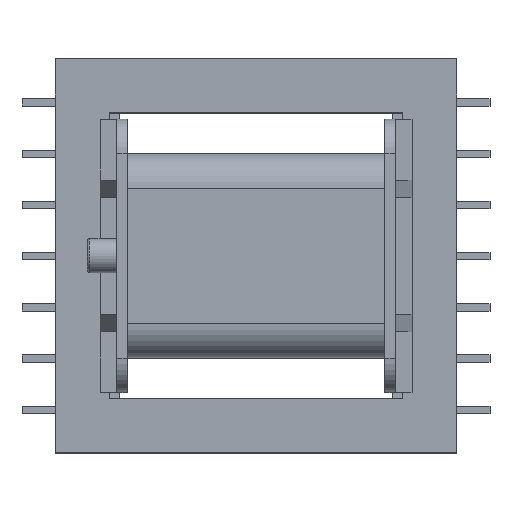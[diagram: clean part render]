
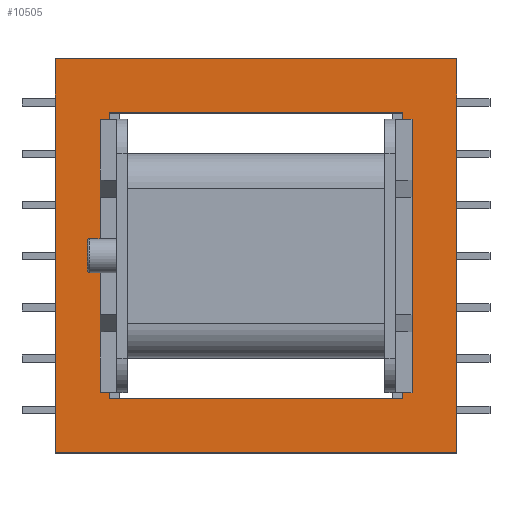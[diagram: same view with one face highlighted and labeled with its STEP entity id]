
A CAD part, top view. The second image highlights one B-rep face of the part: STEP entity #10505.
In plain terms, the highlighted planar face has unit normal (0, 0, 1).
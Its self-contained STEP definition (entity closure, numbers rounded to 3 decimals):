
#2267=ORIENTED_EDGE('',*,*,#3382,.T.);
#2268=ORIENTED_EDGE('',*,*,#3380,.T.);
#2269=ORIENTED_EDGE('',*,*,#3355,.T.);
#2270=ORIENTED_EDGE('',*,*,#3383,.T.);
#2271=ORIENTED_EDGE('',*,*,#3359,.T.);
#2272=ORIENTED_EDGE('',*,*,#3384,.T.);
#2273=ORIENTED_EDGE('',*,*,#3385,.T.);
#2274=ORIENTED_EDGE('',*,*,#3386,.T.);
#2275=ORIENTED_EDGE('',*,*,#3387,.T.);
#2276=ORIENTED_EDGE('',*,*,#3388,.T.);
#2277=ORIENTED_EDGE('',*,*,#3378,.T.);
#2278=ORIENTED_EDGE('',*,*,#3367,.T.);
#2279=ORIENTED_EDGE('',*,*,#3364,.T.);
#2280=ORIENTED_EDGE('',*,*,#3351,.T.);
#2281=ORIENTED_EDGE('',*,*,#3348,.T.);
#2282=ORIENTED_EDGE('',*,*,#3362,.T.);
#3348=EDGE_CURVE('',#4072,#4071,#5055,.T.);
#3351=EDGE_CURVE('',#4074,#4072,#5058,.T.);
#3355=EDGE_CURVE('',#4078,#4077,#5062,.T.);
#3359=EDGE_CURVE('',#4082,#4081,#5066,.T.);
#3362=EDGE_CURVE('',#4071,#4082,#5069,.T.);
#3364=EDGE_CURVE('',#4084,#4074,#5071,.T.);
#3367=EDGE_CURVE('',#4086,#4084,#5074,.T.);
#3378=EDGE_CURVE('',#4094,#4086,#5085,.T.);
#3380=EDGE_CURVE('',#4095,#4078,#5087,.T.);
#3382=EDGE_CURVE('',#4096,#4095,#5089,.T.);
#3383=EDGE_CURVE('',#4077,#4096,#5090,.T.);
#3384=EDGE_CURVE('',#4081,#4097,#5091,.T.);
#3385=EDGE_CURVE('',#4097,#4098,#5092,.T.);
#3386=EDGE_CURVE('',#4098,#4099,#5093,.T.);
#3387=EDGE_CURVE('',#4099,#4100,#5094,.T.);
#3388=EDGE_CURVE('',#4100,#4094,#5095,.T.);
#4071=VERTEX_POINT('',#15110);
#4072=VERTEX_POINT('',#15112);
#4074=VERTEX_POINT('',#15118);
#4077=VERTEX_POINT('',#15125);
#4078=VERTEX_POINT('',#15127);
#4081=VERTEX_POINT('',#15134);
#4082=VERTEX_POINT('',#15136);
#4084=VERTEX_POINT('',#15145);
#4086=VERTEX_POINT('',#15151);
#4094=VERTEX_POINT('',#15172);
#4095=VERTEX_POINT('',#15176);
#4096=VERTEX_POINT('',#15180);
#4097=VERTEX_POINT('',#15183);
#4098=VERTEX_POINT('',#15185);
#4099=VERTEX_POINT('',#15187);
#4100=VERTEX_POINT('',#15189);
#5055=LINE('',#15111,#6055);
#5058=LINE('',#15117,#6058);
#5062=LINE('',#15126,#6062);
#5066=LINE('',#15135,#6066);
#5069=LINE('',#15140,#6069);
#5071=LINE('',#15144,#6071);
#5074=LINE('',#15150,#6074);
#5085=LINE('',#15171,#6085);
#5087=LINE('',#15175,#6087);
#5089=LINE('',#15179,#6089);
#5090=LINE('',#15181,#6090);
#5091=LINE('',#15182,#6091);
#5092=LINE('',#15184,#6092);
#5093=LINE('',#15186,#6093);
#5094=LINE('',#15188,#6094);
#5095=LINE('',#15190,#6095);
#6055=VECTOR('',#12921,1000.);
#6058=VECTOR('',#12926,1000.);
#6062=VECTOR('',#12932,1000.);
#6066=VECTOR('',#12938,1000.);
#6069=VECTOR('',#12943,1000.);
#6071=VECTOR('',#12947,1000.);
#6074=VECTOR('',#12952,1000.);
#6085=VECTOR('',#12967,1000.);
#6087=VECTOR('',#12971,1000.);
#6089=VECTOR('',#12975,1000.);
#6090=VECTOR('',#12976,1000.);
#6091=VECTOR('',#12977,1000.);
#6092=VECTOR('',#12978,1000.);
#6093=VECTOR('',#12979,1000.);
#6094=VECTOR('',#12980,1000.);
#6095=VECTOR('',#12981,1000.);
#6534=EDGE_LOOP('',(#2267,#2268,#2269,#2270));
#6535=EDGE_LOOP('',(#2271,#2272,#2273,#2274,#2275,#2276,#2277,#2278,#2279,
#2280,#2281,#2282));
#6976=FACE_BOUND('',#6534,.T.);
#6977=FACE_BOUND('',#6535,.T.);
#7348=PLANE('',#11006);
#10505=ADVANCED_FACE('',(#6976,#6977),#7348,.T.);
#11006=AXIS2_PLACEMENT_3D('',#15178,#12973,#12974);
#12921=DIRECTION('',(0.,1.,0.));
#12926=DIRECTION('',(1.,0.,0.));
#12932=DIRECTION('',(-1.,0.,0.));
#12938=DIRECTION('',(0.,-1.,0.));
#12943=DIRECTION('',(1.,0.,0.));
#12947=DIRECTION('',(0.,-1.,0.));
#12952=DIRECTION('',(1.,0.,0.));
#12967=DIRECTION('',(0.,1.,0.));
#12971=DIRECTION('',(0.,1.,0.));
#12973=DIRECTION('',(0.,0.,1.));
#12974=DIRECTION('',(1.,0.,0.));
#12975=DIRECTION('',(1.,0.,0.));
#12976=DIRECTION('',(0.,-1.,0.));
#12977=DIRECTION('',(-1.,0.,0.));
#12978=DIRECTION('',(0.,1.,0.));
#12979=DIRECTION('',(-1.,0.,0.));
#12980=DIRECTION('',(0.,-1.,0.));
#12981=DIRECTION('',(-1.,0.,0.));
#15110=CARTESIAN_POINT('',(4.825,12.9,4.85));
#15111=CARTESIAN_POINT('',(4.825,0.5,4.85));
#15112=CARTESIAN_POINT('',(4.825,0.5,4.85));
#15117=CARTESIAN_POINT('',(-4.825,0.5,4.85));
#15118=CARTESIAN_POINT('',(-4.825,0.5,4.85));
#15125=CARTESIAN_POINT('',(-17.3,17.65,4.85));
#15126=CARTESIAN_POINT('',(17.3,17.65,4.85));
#15127=CARTESIAN_POINT('',(17.3,17.65,4.85));
#15134=CARTESIAN_POINT('',(12.55,-12.9,4.85));
#15135=CARTESIAN_POINT('',(12.55,12.9,4.85));
#15136=CARTESIAN_POINT('',(12.55,12.9,4.85));
#15140=CARTESIAN_POINT('',(4.825,12.9,4.85));
#15144=CARTESIAN_POINT('',(-4.825,12.9,4.85));
#15145=CARTESIAN_POINT('',(-4.825,12.9,4.85));
#15150=CARTESIAN_POINT('',(-12.55,12.9,4.85));
#15151=CARTESIAN_POINT('',(-12.55,12.9,4.85));
#15171=CARTESIAN_POINT('',(-12.55,0.,4.85));
#15172=CARTESIAN_POINT('',(-12.55,-12.9,4.85));
#15175=CARTESIAN_POINT('',(17.3,0.,4.85));
#15176=CARTESIAN_POINT('',(17.3,-17.65,4.85));
#15178=CARTESIAN_POINT('',(-17.3,0.,4.85));
#15179=CARTESIAN_POINT('',(-17.3,-17.65,4.85));
#15180=CARTESIAN_POINT('',(-17.3,-17.65,4.85));
#15181=CARTESIAN_POINT('',(-17.3,17.65,4.85));
#15182=CARTESIAN_POINT('',(12.55,-12.9,4.85));
#15183=CARTESIAN_POINT('',(4.825,-12.9,4.85));
#15184=CARTESIAN_POINT('',(4.825,-12.9,4.85));
#15185=CARTESIAN_POINT('',(4.825,-0.5,4.85));
#15186=CARTESIAN_POINT('',(4.825,-0.5,4.85));
#15187=CARTESIAN_POINT('',(-4.825,-0.5,4.85));
#15188=CARTESIAN_POINT('',(-4.825,-0.5,4.85));
#15189=CARTESIAN_POINT('',(-4.825,-12.9,4.85));
#15190=CARTESIAN_POINT('',(-4.825,-12.9,4.85));
